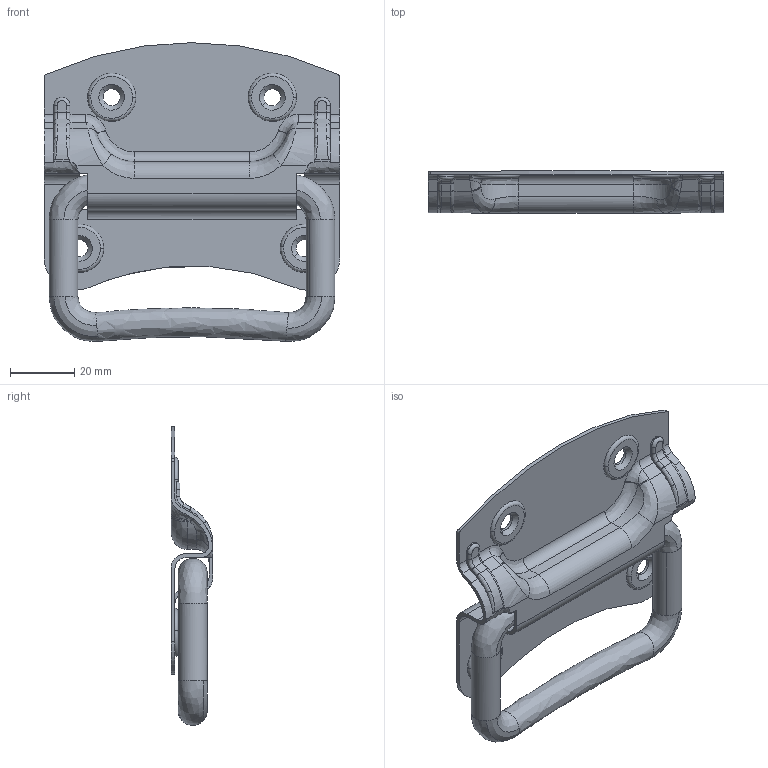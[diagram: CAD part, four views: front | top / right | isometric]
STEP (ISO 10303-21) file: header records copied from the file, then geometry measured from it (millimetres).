
FILE_DESCRIPTION((''),'2;1');
FILE_NAME('','2006-01-17T11:50:56',(''),(''),'','CADfix','');
FILE_SCHEMA(('AUTOMOTIVE_DESIGN'));
Length unit declared in the file: millimetre
Products named in the file (3): grip; base; THA_9_3_3_3947_36
Assembly tree (2 placements, depth 2):
  THA_9_3_3_3947_36
    grip
    base
Bounding box: 92 x 13 x 92.93 mm (x, y, z)
Volume: 21055.5 mm3; surface area: 21822.1 mm2
Topology: 2 solids, 2 shells, 286 faces, 867 edges, 585 vertices
Faces by surface type: bspline 286
Entity records: 15104 total; most frequent: CARTESIAN_POINT 10037, ORIENTED_EDGE 1730, EDGE_CURVE 865, VERTEX_POINT 585, B_SPLINE_CURVE_WITH_KNOTS 569, EDGE_LOOP 300, QUASI_UNIFORM_CURVE 288, FACE_OUTER_BOUND 286
